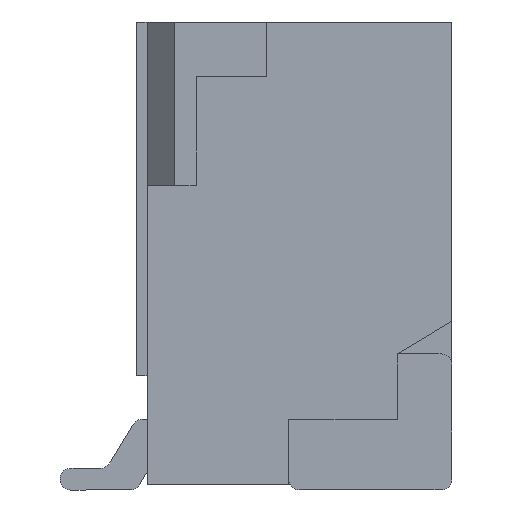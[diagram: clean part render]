
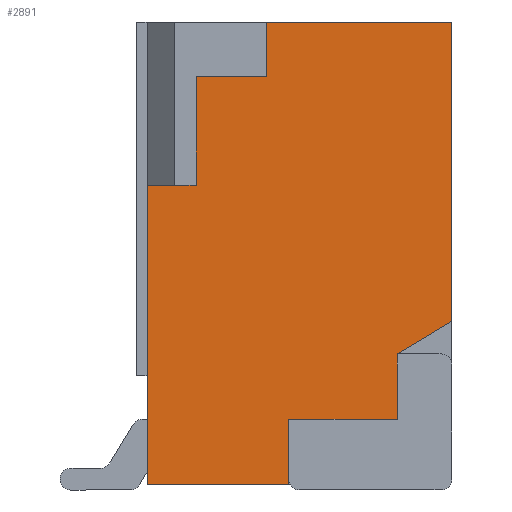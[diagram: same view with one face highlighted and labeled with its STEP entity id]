
A CAD part, left-side view. The second image highlights one B-rep face of the part: STEP entity #2891.
In plain terms, the highlighted planar face has unit normal (-1, 0, 0).
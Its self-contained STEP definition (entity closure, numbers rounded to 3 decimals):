
#2891=ADVANCED_FACE('',(#6654),#6656,.T.);
#6654=FACE_BOUND('',#6655,.T.);
#6655=EDGE_LOOP('',(#9728,#9729,#9730,#9731,#9732,#9733,#9734,#9735,#9736,#9737,
#9738,#9739));
#6656=PLANE('',#6657);
#6657=AXIS2_PLACEMENT_3D('',#6658,#6659,#6660);
#6658=CARTESIAN_POINT('',(-1.5,0.,0.));
#6659=DIRECTION('',(-1.,0.,0.));
#6660=DIRECTION('',(0.,0.,1.));
#9728=ORIENTED_EDGE('',*,*,#11759,.T.);
#9729=ORIENTED_EDGE('',*,*,#11760,.T.);
#9730=ORIENTED_EDGE('',*,*,#11761,.T.);
#9731=ORIENTED_EDGE('',*,*,#11762,.T.);
#9732=ORIENTED_EDGE('',*,*,#11763,.T.);
#9733=ORIENTED_EDGE('',*,*,#11644,.T.);
#9734=ORIENTED_EDGE('',*,*,#11758,.T.);
#9735=ORIENTED_EDGE('',*,*,#11764,.T.);
#9736=ORIENTED_EDGE('',*,*,#11765,.T.);
#9737=ORIENTED_EDGE('',*,*,#11766,.T.);
#9738=ORIENTED_EDGE('',*,*,#11734,.T.);
#9739=ORIENTED_EDGE('',*,*,#11767,.T.);
#11644=EDGE_CURVE('',#13618,#13616,#13619,.T.);
#11734=EDGE_CURVE('',#13797,#13795,#13798,.T.);
#11758=EDGE_CURVE('',#13616,#13835,#13837,.F.);
#11759=EDGE_CURVE('',#13838,#13839,#13840,.F.);
#11760=EDGE_CURVE('',#13839,#13841,#13842,.F.);
#11761=EDGE_CURVE('',#13841,#13843,#13844,.F.);
#11762=EDGE_CURVE('',#13843,#13845,#13846,.F.);
#11763=EDGE_CURVE('',#13845,#13618,#13847,.T.);
#11764=EDGE_CURVE('',#13835,#13848,#13849,.F.);
#11765=EDGE_CURVE('',#13848,#13850,#13851,.F.);
#11766=EDGE_CURVE('',#13850,#13797,#13852,.F.);
#11767=EDGE_CURVE('',#13795,#13838,#13853,.T.);
#13616=VERTEX_POINT('',#17770);
#13618=VERTEX_POINT('',#17774);
#13619=LINE('',#17775,#17776);
#13795=VERTEX_POINT('',#18129);
#13797=VERTEX_POINT('',#18133);
#13798=LINE('',#18134,#18135);
#13835=VERTEX_POINT('',#18217);
#13837=LINE('',#18221,#18222);
#13838=VERTEX_POINT('',#18224);
#13839=VERTEX_POINT('',#18225);
#13840=LINE('',#18226,#18227);
#13841=VERTEX_POINT('',#18229);
#13842=LINE('',#18230,#18231);
#13843=VERTEX_POINT('',#18233);
#13844=LINE('',#18234,#18235);
#13845=VERTEX_POINT('',#18237);
#13846=LINE('',#18238,#18239);
#13847=LINE('',#18241,#18242);
#13848=VERTEX_POINT('',#18244);
#13849=LINE('',#18245,#18246);
#13850=VERTEX_POINT('',#18248);
#13851=LINE('',#18249,#18250);
#13852=LINE('',#18252,#18253);
#13853=LINE('',#18255,#18256);
#17770=CARTESIAN_POINT('',(-1.5,-1.2,4.25));
#17774=CARTESIAN_POINT('',(-1.5,-2.9,4.25));
#17775=CARTESIAN_POINT('',(-1.5,-2.9,4.25));
#17776=VECTOR('',#17777,1.);
#17777=DIRECTION('',(0.,1.,0.));
#18129=CARTESIAN_POINT('',(-1.5,-0.1,0.));
#18133=CARTESIAN_POINT('',(-1.5,-0.1,2.75));
#18134=CARTESIAN_POINT('',(-1.5,-0.1,2.75));
#18135=VECTOR('',#18136,1.);
#18136=DIRECTION('',(0.,0.,-1.));
#18217=CARTESIAN_POINT('',(-1.5,-1.2,3.75));
#18221=CARTESIAN_POINT('',(-1.5,-1.2,3.75));
#18222=VECTOR('',#18223,1.);
#18223=DIRECTION('',(0.,0.,1.));
#18224=CARTESIAN_POINT('',(-1.5,-1.4,0.));
#18225=CARTESIAN_POINT('',(-1.5,-1.4,0.6));
#18226=CARTESIAN_POINT('',(-1.5,-1.4,0.6));
#18227=VECTOR('',#18228,1.);
#18228=DIRECTION('',(0.,0.,-1.));
#18229=CARTESIAN_POINT('',(-1.5,-2.4,0.6));
#18230=CARTESIAN_POINT('',(-1.5,-2.4,0.6));
#18231=VECTOR('',#18232,1.);
#18232=DIRECTION('',(0.,1.,0.));
#18233=CARTESIAN_POINT('',(-1.5,-2.4,1.2));
#18234=CARTESIAN_POINT('',(-1.5,-2.4,1.2));
#18235=VECTOR('',#18236,1.);
#18236=DIRECTION('',(0.,0.,-1.));
#18237=CARTESIAN_POINT('',(-1.5,-2.9,1.5));
#18238=CARTESIAN_POINT('',(-1.5,-2.9,1.5));
#18239=VECTOR('',#18240,1.);
#18240=DIRECTION('',(0.,0.857,-0.514));
#18241=CARTESIAN_POINT('',(-1.5,-2.9,1.5));
#18242=VECTOR('',#18243,1.);
#18243=DIRECTION('',(0.,0.,1.));
#18244=CARTESIAN_POINT('',(-1.5,-0.55,3.75));
#18245=CARTESIAN_POINT('',(-1.5,-0.55,3.75));
#18246=VECTOR('',#18247,1.);
#18247=DIRECTION('',(0.,-1.,0.));
#18248=CARTESIAN_POINT('',(-1.5,-0.55,2.75));
#18249=CARTESIAN_POINT('',(-1.5,-0.55,2.75));
#18250=VECTOR('',#18251,1.);
#18251=DIRECTION('',(0.,0.,1.));
#18252=CARTESIAN_POINT('',(-1.5,-0.1,2.75));
#18253=VECTOR('',#18254,1.);
#18254=DIRECTION('',(0.,-1.,0.));
#18255=CARTESIAN_POINT('',(-1.5,-0.1,0.));
#18256=VECTOR('',#18257,1.);
#18257=DIRECTION('',(0.,-1.,0.));
